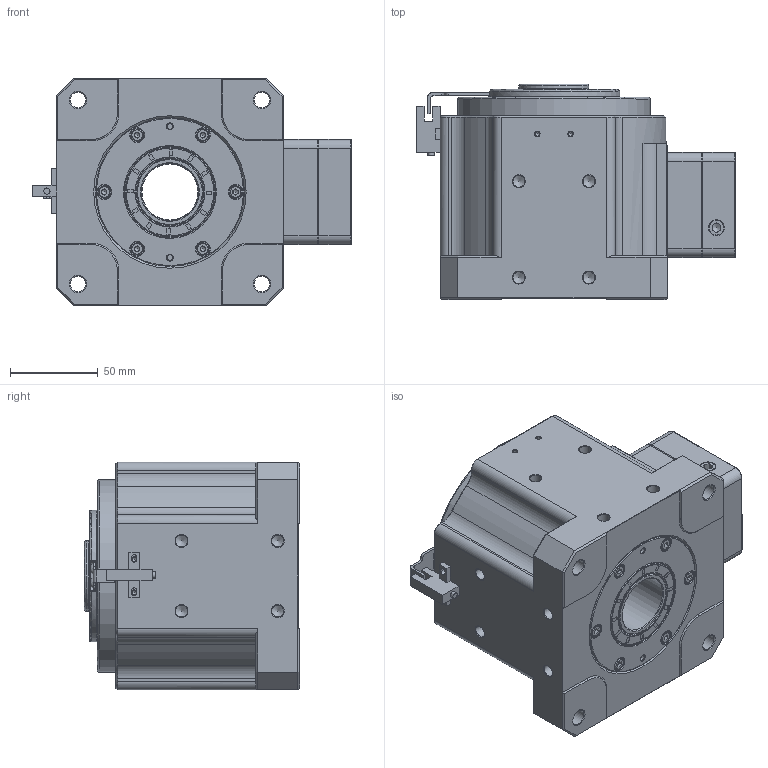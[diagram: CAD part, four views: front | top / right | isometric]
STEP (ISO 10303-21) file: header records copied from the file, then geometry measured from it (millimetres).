
FILE_DESCRIPTION (( 'STEP AP203' ), '1' );
FILE_NAME ('GSA130-03K-SV2.step', '2021-06-01T02:00:26', ( 'Microsoft' ), ( 'Microsoft' ), 'SwSTEP 2.0', 'SolidWorks 2019', '' );
FILE_SCHEMA (( 'CONFIG_CONTROL_DESIGN' ));
Length unit declared in the file: millimetre
Products named in the file (1): GSA130-03K-SV2
Bounding box: 181.8 x 123 x 130 mm (x, y, z)
Volume: 1241489.7 mm3; surface area: 274592.9 mm2
Topology: 27 solids, 27 shells, 1145 faces, 2624 edges, 1625 vertices
Faces by surface type: plane 558, cylinder 275, cone 238, torus 70, bspline 2, sphere 2
Full cylindrical faces by diameter (mm): 1.5 x1, 2.5 x8, 3 x2, 3.3 x12, 3.5 x3, 4 x6, 4.2 x19, 4.5 x6, 5 x7, 5.5 x5, 6 x2, 6.5 x4, 6.8 x12, 7 x6, 8 x6, 8.5 x7, 9 x8, 10 x6, 14 x1, 15 x1, 16.68 x1, 19.4 x2, 20 x4, 32 x2, 32.5 x1, 38 x4, 39.4 x1, 40 x4, 41 x2, 41.4 x1
Entity records: 29657 total; most frequent: CARTESIAN_POINT 5809, DIRECTION 5108, ORIENTED_EDGE 4120, EDGE_CURVE 2060, AXIS2_PLACEMENT_3D 2006, EDGE_LOOP 1749, VERTEX_POINT 1491, FACE_OUTER_BOUND 1375
